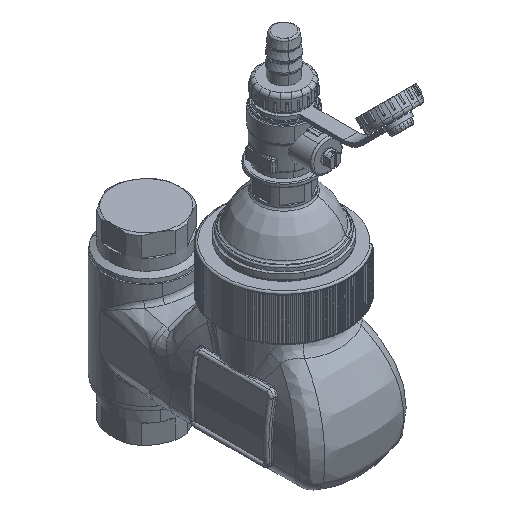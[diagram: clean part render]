
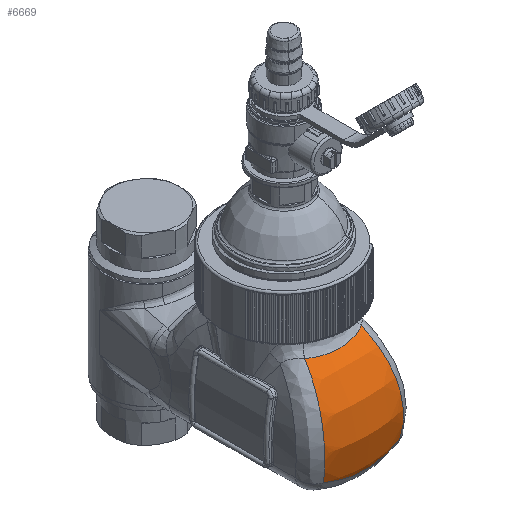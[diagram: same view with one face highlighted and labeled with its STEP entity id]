
A CAD part, isometric view. The second image highlights one B-rep face of the part: STEP entity #6669.
In plain terms, the highlighted face is a revolution surface.
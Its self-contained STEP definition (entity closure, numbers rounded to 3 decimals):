
#737=CARTESIAN_POINT('Vertex',(-16.536,-28.501,38.961)) ;
#817=CARTESIAN_POINT('Control Point',(-16.536,-28.501,38.961)) ;
#818=CARTESIAN_POINT('Control Point',(-15.684,-28.94,38.862)) ;
#819=CARTESIAN_POINT('Control Point',(-14.82,-29.349,38.769)) ;
#820=CARTESIAN_POINT('Control Point',(-13.944,-29.729,38.68)) ;
#821=CARTESIAN_POINT('Control Point',(-9.644,-31.425,38.278)) ;
#822=CARTESIAN_POINT('Control Point',(-5.132,-32.412,38.021)) ;
#823=CARTESIAN_POINT('Control Point',(-1.484,-32.742,37.932)) ;
#824=CARTESIAN_POINT('Control Point',(4.441,-32.54,37.99)) ;
#825=CARTESIAN_POINT('Control Point',(10.204,-31.146,38.34)) ;
#826=CARTESIAN_POINT('Control Point',(12.376,-30.437,38.515)) ;
#827=CARTESIAN_POINT('Control Point',(14.493,-29.554,38.725)) ;
#828=CARTESIAN_POINT('Control Point',(16.536,-28.501,38.961)) ;
#829=CARTESIAN_POINT('Vertex',(16.536,-28.501,38.961)) ;
#6602=CARTESIAN_POINT('Vertex',(-22.253,-45.213,-12.249)) ;
#6606=CARTESIAN_POINT('Control Point',(-16.536,-28.501,38.961)) ;
#6607=CARTESIAN_POINT('Control Point',(-16.682,-29.041,38.527)) ;
#6608=CARTESIAN_POINT('Control Point',(-16.829,-29.572,38.084)) ;
#6609=CARTESIAN_POINT('Control Point',(-16.977,-30.094,37.632)) ;
#6610=CARTESIAN_POINT('Control Point',(-18.208,-34.368,33.791)) ;
#6611=CARTESIAN_POINT('Control Point',(-19.44,-37.987,29.353)) ;
#6612=CARTESIAN_POINT('Control Point',(-20.429,-40.638,25.073)) ;
#6613=CARTESIAN_POINT('Control Point',(-21.944,-44.499,16.634)) ;
#6614=CARTESIAN_POINT('Control Point',(-22.738,-46.386,7.521)) ;
#6615=CARTESIAN_POINT('Control Point',(-22.925,-46.824,3.262)) ;
#6616=CARTESIAN_POINT('Control Point',(-22.925,-46.829,-2.448)) ;
#6617=CARTESIAN_POINT('Control Point',(-22.608,-46.07,-8.072)) ;
#6618=CARTESIAN_POINT('Control Point',(-22.508,-45.832,-9.475)) ;
#6619=CARTESIAN_POINT('Control Point',(-22.39,-45.546,-10.868)) ;
#6620=CARTESIAN_POINT('Control Point',(-22.253,-45.213,-12.249)) ;
#6631=CARTESIAN_POINT('Control Point',(-23.191,9.313,45.624)) ;
#6632=CARTESIAN_POINT('Control Point',(-11.996,9.991,48.946)) ;
#6633=CARTESIAN_POINT('Control Point',(-0.137,10.233,50.13)) ;
#6634=CARTESIAN_POINT('Control Point',(11.726,9.999,48.986)) ;
#6635=CARTESIAN_POINT('Control Point',(22.932,9.329,45.701)) ;
#6636=CARTESIAN_POINT('Axis1P Location',(0.,0.,0.)) ;
#6641=CARTESIAN_POINT('Control Point',(22.253,-45.213,-12.249)) ;
#6642=CARTESIAN_POINT('Control Point',(11.533,-47.526,-15.584)) ;
#6643=CARTESIAN_POINT('Control Point',(0.,-48.217,-16.805)) ;
#6644=CARTESIAN_POINT('Control Point',(-11.533,-47.526,-15.584)) ;
#6645=CARTESIAN_POINT('Control Point',(-22.253,-45.213,-12.249)) ;
#6646=CARTESIAN_POINT('Vertex',(22.253,-45.213,-12.249)) ;
#6650=CARTESIAN_POINT('Control Point',(22.253,-45.213,-12.249)) ;
#6651=CARTESIAN_POINT('Control Point',(22.696,-46.291,-7.78)) ;
#6652=CARTESIAN_POINT('Control Point',(22.946,-46.874,-3.18)) ;
#6653=CARTESIAN_POINT('Control Point',(22.978,-46.95,1.47)) ;
#6654=CARTESIAN_POINT('Control Point',(22.601,-46.076,10.759)) ;
#6655=CARTESIAN_POINT('Control Point',(21.426,-43.19,19.59)) ;
#6656=CARTESIAN_POINT('Control Point',(20.657,-41.243,23.833)) ;
#6657=CARTESIAN_POINT('Control Point',(19.349,-37.723,29.612)) ;
#6658=CARTESIAN_POINT('Control Point',(17.904,-33.24,34.687)) ;
#6659=CARTESIAN_POINT('Control Point',(17.446,-31.749,36.195)) ;
#6660=CARTESIAN_POINT('Control Point',(16.987,-30.169,37.622)) ;
#6661=CARTESIAN_POINT('Control Point',(16.536,-28.501,38.961)) ;
#6637=DIRECTION('Axis1P Direction',(1.,0.,-0.)) ;
#6664=ORIENTED_EDGE('',*,*,#831,.F.) ;
#6665=ORIENTED_EDGE('',*,*,#6621,.T.) ;
#6666=ORIENTED_EDGE('',*,*,#6648,.F.) ;
#6667=ORIENTED_EDGE('',*,*,#6662,.T.) ;
#6669=ADVANCED_FACE('PartBody',(#6668),#6639,.T.) ;
#6638=AXIS1_PLACEMENT('Revolution Surface Axis1P',#6636,#6637) ;
#816=B_SPLINE_CURVE_WITH_KNOTS('',5,(#817,#818,#819,#820,#821,#822,#823,#824,#825,#826,#827,#828),.UNSPECIFIED.,.F.,.U.,(6,3,3,6),(28.206,34.345,58.005,72.732),.UNSPECIFIED.) ;
#6605=B_SPLINE_CURVE_WITH_KNOTS('',5,(#6606,#6607,#6608,#6609,#6610,#6611,#6612,#6613,#6614,#6615,#6616,#6617,#6618,#6619,#6620),.UNSPECIFIED.,.F.,.U.,(6,3,3,3,6),(134.693,138.535,166.72,190.573,198.562),.UNSPECIFIED.) ;
#6630=B_SPLINE_CURVE_WITH_KNOTS('',4,(#6631,#6632,#6633,#6634,#6635),.UNSPECIFIED.,.F.,.U.,(5,5),(353.463,400.249),.UNSPECIFIED.) ;
#6640=B_SPLINE_CURVE_WITH_KNOTS('',4,(#6641,#6642,#6643,#6644,#6645),.UNSPECIFIED.,.F.,.U.,(5,5),(30.639,94.725),.UNSPECIFIED.) ;
#6649=B_SPLINE_CURVE_WITH_KNOTS('',5,(#6650,#6651,#6652,#6653,#6654,#6655,#6656,#6657,#6658,#6659,#6660,#6661),.UNSPECIFIED.,.F.,.U.,(6,3,3,6),(26.643,52.504,78.658,90.515),.UNSPECIFIED.) ;
#831=EDGE_CURVE('',#738,#830,#816,.T.) ;
#6621=EDGE_CURVE('',#738,#6603,#6605,.T.) ;
#6648=EDGE_CURVE('',#6647,#6603,#6640,.T.) ;
#6662=EDGE_CURVE('',#6647,#830,#6649,.T.) ;
#6663=EDGE_LOOP('',(#6664,#6665,#6666,#6667)) ;
#6668=FACE_OUTER_BOUND('',#6663,.T.) ;
#6639=SURFACE_OF_REVOLUTION('Surface of Revolution',#6630,#6638) ;
#738=VERTEX_POINT('',#737) ;
#830=VERTEX_POINT('',#829) ;
#6603=VERTEX_POINT('',#6602) ;
#6647=VERTEX_POINT('',#6646) ;
